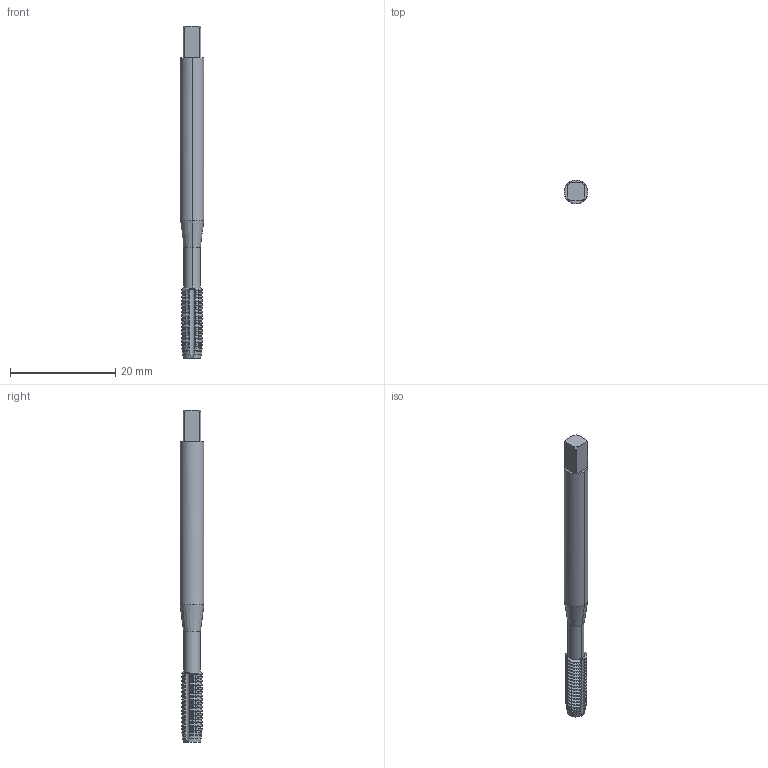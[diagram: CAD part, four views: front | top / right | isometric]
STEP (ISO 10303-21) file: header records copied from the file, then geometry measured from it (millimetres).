
FILE_DESCRIPTION(('no description'),'unknown implementation level');
FILE_NAME('solidwmphTvgV9Uyeqqy2K0KxVJdVHyY_1.STP',' ',('CIM GmbH Aachen'),('CADClick - KiM GmbH - www.kimweb.de'),'unknown preprocess','ACIS','unknown authorization');
FILE_SCHEMA(('automotive_design'));
Length unit declared in the file: millimetre
Products named in the file (2): 1; 2
Bounding box: 4.5 x 4.5 x 63 mm (x, y, z)
Volume: 823.5 mm3; surface area: 1162.2 mm2
Topology: 2 solids, 2 shells, 398 faces, 1100 edges, 706 vertices
Faces by surface type: cone 203, cylinder 172, plane 17, torus 6
Entity records: 26230 total; most frequent: CARTESIAN_POINT 3945, STYLED_ITEM 2206, PRESENTATION_STYLE_ASSIGNMENT 2206, COLOUR_RGB 2206, ORIENTED_EDGE 2200, DIRECTION 2092, EDGE_CURVE 1100, CURVE_STYLE 1100
